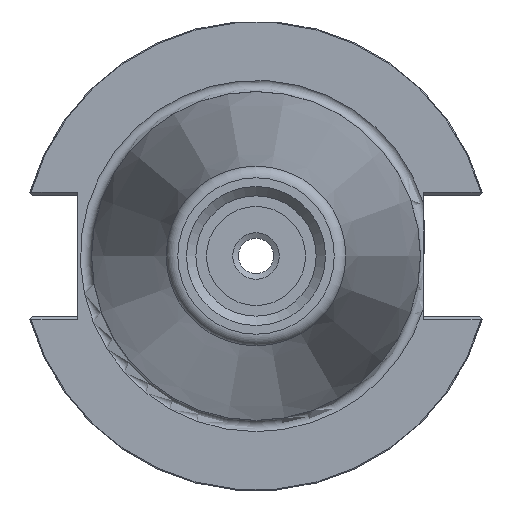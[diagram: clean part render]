
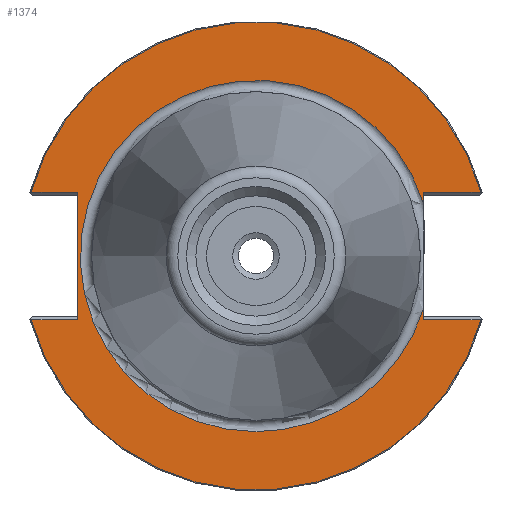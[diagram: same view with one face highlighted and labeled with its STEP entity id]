
A CAD part, left-side view. The second image highlights one B-rep face of the part: STEP entity #1374.
In plain terms, the highlighted planar face has unit normal (-1, 0, 0).
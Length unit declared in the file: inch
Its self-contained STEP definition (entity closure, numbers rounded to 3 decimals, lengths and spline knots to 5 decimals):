
#107=PLANE('',#1488);
#162=FACE_OUTER_BOUND('',#246,.T.);
#246=EDGE_LOOP('',(#1002,#1003,#1004,#1005,#1006,#1007,#1008,#1009,#1010,
#1011,#1012));
#332=LINE('',#2006,#441);
#333=LINE('',#2028,#442);
#340=LINE('',#2080,#449);
#342=LINE('',#2084,#451);
#343=LINE('',#2086,#452);
#344=LINE('',#2088,#453);
#345=LINE('',#2091,#454);
#441=VECTOR('',#1654,0.0526);
#442=VECTOR('',#1655,0.0526);
#449=VECTOR('',#1674,0.30821);
#451=VECTOR('',#1678,0.24821);
#452=VECTOR('',#1679,0.67625);
#453=VECTOR('',#1680,0.24821);
#454=VECTOR('',#1683,0.30821);
#547=CIRCLE('',#1483,1.245);
#549=CIRCLE('',#1489,1.245);
#550=CIRCLE('',#1490,0.93468);
#551=CIRCLE('',#1491,0.93468);
#603=VERTEX_POINT('',#2003);
#604=VERTEX_POINT('',#2005);
#605=VERTEX_POINT('',#2007);
#606=VERTEX_POINT('',#2027);
#610=VERTEX_POINT('',#2036);
#611=VERTEX_POINT('',#2045);
#618=VERTEX_POINT('',#2083);
#619=VERTEX_POINT('',#2085);
#620=VERTEX_POINT('',#2087);
#621=VERTEX_POINT('',#2089);
#622=VERTEX_POINT('',#2092);
#748=EDGE_CURVE('',#604,#603,#332,.T.);
#750=EDGE_CURVE('',#606,#605,#333,.T.);
#755=EDGE_CURVE('',#610,#611,#547,.T.);
#764=EDGE_CURVE('',#603,#611,#340,.T.);
#766=EDGE_CURVE('',#618,#610,#342,.T.);
#767=EDGE_CURVE('',#619,#618,#343,.T.);
#768=EDGE_CURVE('',#620,#619,#344,.T.);
#769=EDGE_CURVE('',#621,#620,#549,.T.);
#770=EDGE_CURVE('',#621,#606,#345,.T.);
#771=EDGE_CURVE('',#605,#622,#550,.T.);
#772=EDGE_CURVE('',#622,#604,#551,.T.);
#1002=ORIENTED_EDGE('',*,*,#755,.F.);
#1003=ORIENTED_EDGE('',*,*,#766,.F.);
#1004=ORIENTED_EDGE('',*,*,#767,.F.);
#1005=ORIENTED_EDGE('',*,*,#768,.F.);
#1006=ORIENTED_EDGE('',*,*,#769,.F.);
#1007=ORIENTED_EDGE('',*,*,#770,.T.);
#1008=ORIENTED_EDGE('',*,*,#750,.T.);
#1009=ORIENTED_EDGE('',*,*,#771,.T.);
#1010=ORIENTED_EDGE('',*,*,#772,.T.);
#1011=ORIENTED_EDGE('',*,*,#748,.T.);
#1012=ORIENTED_EDGE('',*,*,#764,.T.);
#1374=ADVANCED_FACE('',(#162),#107,.T.);
#1483=AXIS2_PLACEMENT_3D('',#2046,#1661,#1662);
#1488=AXIS2_PLACEMENT_3D('',#2082,#1676,#1677);
#1489=AXIS2_PLACEMENT_3D('',#2090,#1681,#1682);
#1490=AXIS2_PLACEMENT_3D('',#2093,#1684,#1685);
#1491=AXIS2_PLACEMENT_3D('',#2094,#1686,#1687);
#1654=DIRECTION('',(0.,0.,1.));
#1655=DIRECTION('',(0.,0.,1.));
#1661=DIRECTION('center_axis',(1.,0.,0.));
#1662=DIRECTION('ref_axis',(0.,0.,
1.));
#1674=DIRECTION('',(0.,-1.,0.));
#1676=DIRECTION('center_axis',(-1.,0.,0.));
#1677=DIRECTION('ref_axis',(0.,0.,1.));
#1678=DIRECTION('',(0.,1.,0.));
#1679=DIRECTION('',(0.,0.,1.));
#1680=DIRECTION('',(0.,-1.,0.));
#1681=DIRECTION('center_axis',(1.,0.,0.));
#1682=DIRECTION('ref_axis',(0.,0.,
-1.));
#1683=DIRECTION('',(0.,1.,0.));
#1684=DIRECTION('center_axis',(1.,0.,0.));
#1685=DIRECTION('ref_axis',(0.,0.,1.));
#1686=DIRECTION('center_axis',(1.,0.,0.));
#1687=DIRECTION('ref_axis',(0.,0.,1.));
#2003=CARTESIAN_POINT('',(-1.17746,-0.89001,0.33812));
#2005=CARTESIAN_POINT('',(-1.17746,-0.89001,0.28553));
#2006=CARTESIAN_POINT('',(-1.17746,-0.89001,0.));
#2007=CARTESIAN_POINT('',(-1.17746,-0.89001,-0.28553));
#2027=CARTESIAN_POINT('',(-1.17746,-0.89001,-0.33813));
#2028=CARTESIAN_POINT('',(-1.17746,-0.89001,0.));
#2036=CARTESIAN_POINT('',(-1.17746,1.19819,0.33812));
#2045=CARTESIAN_POINT('',(-1.17746,-1.19822,0.33812));
#2046=CARTESIAN_POINT('Origin',(-1.17746,-0.00001,
0.));
#2080=CARTESIAN_POINT('',(-1.17746,-0.90251,0.33812));
#2082=CARTESIAN_POINT('Origin',(-1.17746,-0.87501,0.));
#2083=CARTESIAN_POINT('',(-1.17746,0.94999,0.33812));
#2084=CARTESIAN_POINT('',(-1.17746,0.02749,0.33812));
#2085=CARTESIAN_POINT('',(-1.17746,0.94999,-0.33813));
#2086=CARTESIAN_POINT('',(-1.17746,0.94999,-0.33813));
#2087=CARTESIAN_POINT('',(-1.17746,1.19819,-0.33813));
#2088=CARTESIAN_POINT('',(-1.17746,0.27749,-0.33813));
#2089=CARTESIAN_POINT('',(-1.17746,-1.19822,-0.33813));
#2090=CARTESIAN_POINT('Origin',(-1.17746,-0.00001,
0.));
#2091=CARTESIAN_POINT('',(-1.17746,-0.90251,-0.33813));
#2092=CARTESIAN_POINT('',(-1.17746,-0.00001,-0.93468));
#2093=CARTESIAN_POINT('Origin',(-1.17746,-0.00001,
0.));
#2094=CARTESIAN_POINT('Origin',(-1.17746,-0.00001,
0.));
